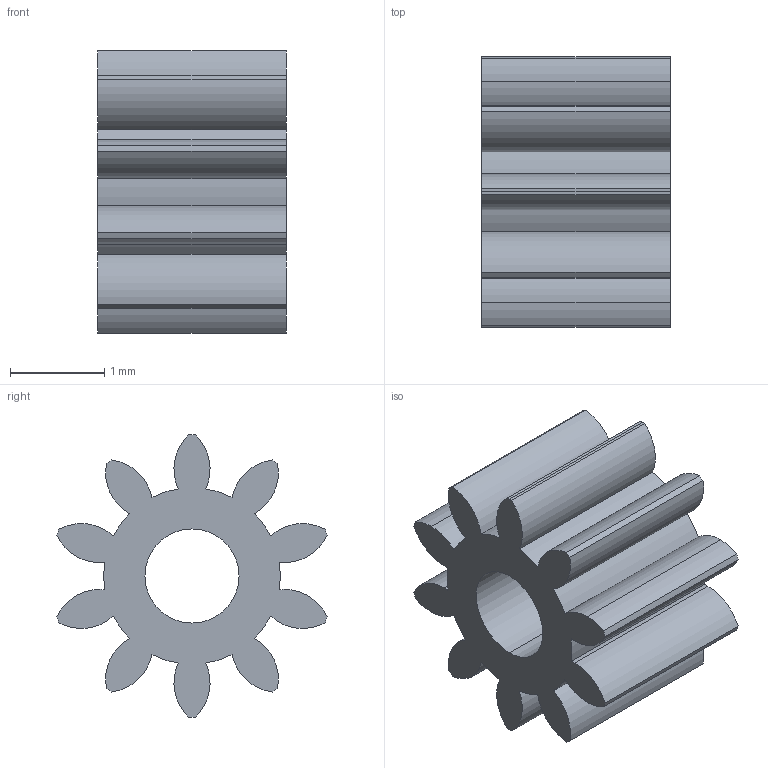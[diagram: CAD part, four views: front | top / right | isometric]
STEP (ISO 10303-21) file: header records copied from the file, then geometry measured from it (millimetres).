
FILE_DESCRIPTION (( 'STEP AP214' ), '1' );
FILE_NAME ('Gear01.STEP', '2015-07-21T18:31:52', ( '' ), ( '' ), 'SwSTEP 2.0', 'SolidWorks 2015', '' );
FILE_SCHEMA (( 'AUTOMOTIVE_DESIGN' ));
Length unit declared in the file: millimetre
Products named in the file (1): Gear01
Bounding box: 2 x 2.87 x 3 mm (x, y, z)
Volume: 7.5 mm3; surface area: 46 mm2
Topology: 1 solids, 1 shells, 49 faces, 141 edges, 94 vertices
Faces by surface type: cylinder 47, plane 2
Entity records: 1707 total; most frequent: DIRECTION 335, CARTESIAN_POINT 285, ORIENTED_EDGE 282, AXIS2_PLACEMENT_3D 144, EDGE_CURVE 141, CIRCLE 94, VERTEX_POINT 94, EDGE_LOOP 51
